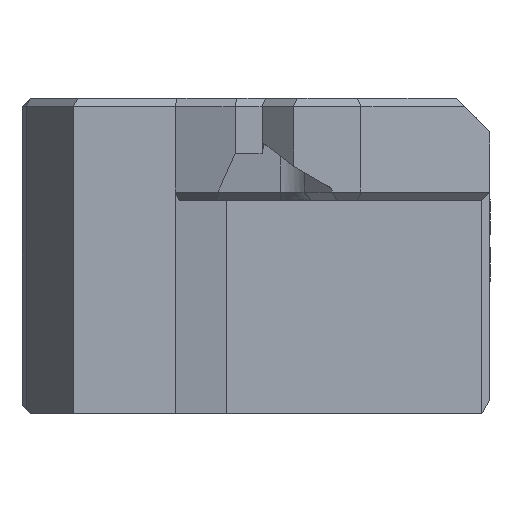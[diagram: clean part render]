
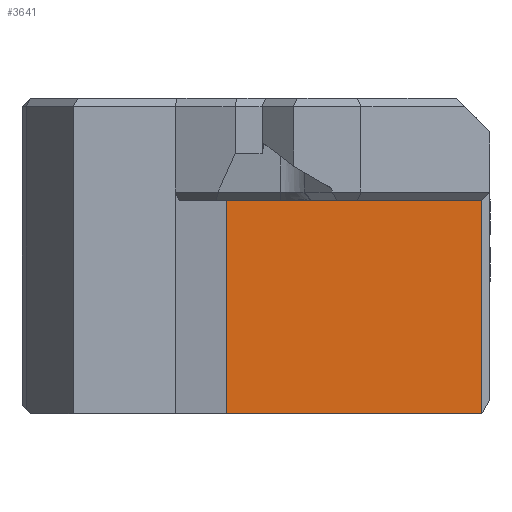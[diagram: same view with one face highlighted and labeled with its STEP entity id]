
A CAD part, left-side view. The second image highlights one B-rep face of the part: STEP entity #3641.
In plain terms, the highlighted planar face has unit normal (-1, 0, 0).
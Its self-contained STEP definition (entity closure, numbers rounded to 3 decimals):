
#185=FACE_OUTER_BOUND('',#410,.T.);
#410=EDGE_LOOP('',(#2720,#2721,#2722,#2723));
#718=LINE('',#5489,#1187);
#770=LINE('',#5674,#1239);
#771=LINE('',#5675,#1240);
#772=LINE('',#5676,#1241);
#1187=VECTOR('',#4347,10.);
#1239=VECTOR('',#4459,10.);
#1240=VECTOR('',#4460,10.);
#1241=VECTOR('',#4461,10.);
#1646=VERTEX_POINT('',#5486);
#1647=VERTEX_POINT('',#5488);
#1686=VERTEX_POINT('',#5672);
#1687=VERTEX_POINT('',#5673);
#2001=EDGE_CURVE('',#1646,#1647,#718,.T.);
#2066=EDGE_CURVE('',#1686,#1687,#770,.T.);
#2067=EDGE_CURVE('',#1647,#1687,#771,.T.);
#2068=EDGE_CURVE('',#1646,#1686,#772,.T.);
#2720=ORIENTED_EDGE('',*,*,#2066,.T.);
#2721=ORIENTED_EDGE('',*,*,#2067,.F.);
#2722=ORIENTED_EDGE('',*,*,#2001,.F.);
#2723=ORIENTED_EDGE('',*,*,#2068,.T.);
#3440=PLANE('',#3895);
#3641=ADVANCED_FACE('',(#185),#3440,.F.);
#3895=AXIS2_PLACEMENT_3D('',#5671,#4457,#4458);
#4347=DIRECTION('',(0.,0.,-1.));
#4457=DIRECTION('center_axis',(1.,0.,0.));
#4458=DIRECTION('ref_axis',(0.,0.,
-1.));
#4459=DIRECTION('',(0.,0.,-1.));
#4460=DIRECTION('',(0.,1.,0.));
#4461=DIRECTION('',(0.,1.,0.));
#5486=CARTESIAN_POINT('',(-16.35,-7.6,60.));
#5488=CARTESIAN_POINT('',(-16.35,-7.6,49.511));
#5489=CARTESIAN_POINT('',(-16.35,-7.6,58.389));
#5671=CARTESIAN_POINT('Origin',(-16.35,-8.,60.511));
#5672=CARTESIAN_POINT('',(-16.35,4.954,60.));
#5673=CARTESIAN_POINT('',(-16.35,4.954,49.511));
#5674=CARTESIAN_POINT('',(-16.35,4.954,55.011));
#5675=CARTESIAN_POINT('',(-16.35,-8.,49.511));
#5676=CARTESIAN_POINT('',(-16.35,-2.25,60.));
